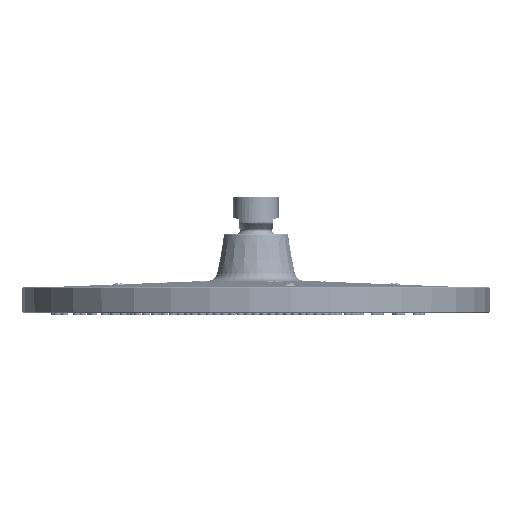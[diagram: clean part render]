
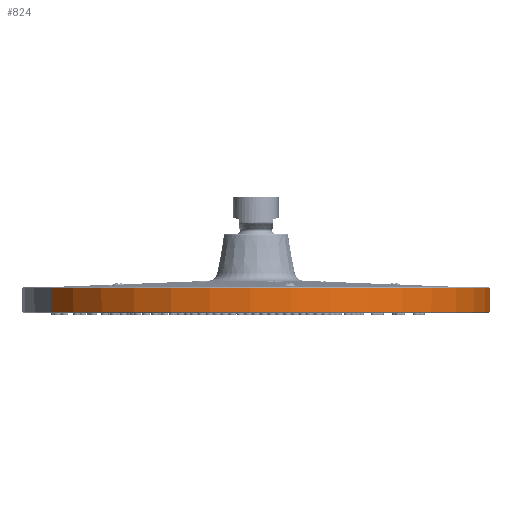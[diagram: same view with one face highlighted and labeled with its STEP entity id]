
A CAD part, left-side view. The second image highlights one B-rep face of the part: STEP entity #824.
In plain terms, the highlighted conical face has half-angle 1 degrees and reference radius 119 mm.
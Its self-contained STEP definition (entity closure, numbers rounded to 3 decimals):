
#738=CARTESIAN_POINT('Vertex',(57.156,-104.624,0.991)) ;
#745=CARTESIAN_POINT('Vertex',(-57.156,104.624,0.991)) ;
#765=CARTESIAN_POINT('Axis2P3D Location',(0.,0.,0.991)) ;
#782=CARTESIAN_POINT('Line Origine',(57.106,-104.532,-5.014)) ;
#786=CARTESIAN_POINT('Vertex',(57.058,-104.444,-10.797)) ;
#793=CARTESIAN_POINT('Vertex',(-57.058,104.444,-10.797)) ;
#796=CARTESIAN_POINT('Line Origine',(-57.106,104.532,-5.014)) ;
#808=CARTESIAN_POINT('Axis2P3D Location',(0.,0.,-11.528)) ;
#813=CARTESIAN_POINT('Axis2P3D Location',(0.,0.,-10.797)) ;
#784=VECTOR('Line Direction',#783,1.) ;
#798=VECTOR('Line Direction',#797,1.) ;
#766=DIRECTION('Axis2P3D Direction',(0.,-0.,1.)) ;
#783=DIRECTION('Vector Direction',(0.008,-0.015,1.)) ;
#797=DIRECTION('Vector Direction',(-0.008,0.015,1.)) ;
#809=DIRECTION('Axis2P3D Direction',(-0.,-0.,1.)) ;
#810=DIRECTION('Axis2P3D XDirection',(-0.479,0.878,0.)) ;
#814=DIRECTION('Axis2P3D Direction',(0.,0.,1.)) ;
#767=AXIS2_PLACEMENT_3D('Circle Axis2P3D',#765,#766,$) ;
#811=AXIS2_PLACEMENT_3D('Cone Axis2P3D',#808,#809,#810) ;
#815=AXIS2_PLACEMENT_3D('Circle Axis2P3D',#813,#814,$) ;
#785=LINE('Line',#782,#784) ;
#799=LINE('Line',#796,#798) ;
#768=CIRCLE('generated circle',#767,119.219) ;
#816=CIRCLE('generated circle',#815,119.013) ;
#812=CONICAL_SURFACE('Cone',#811,119.,0.017) ;
#769=EDGE_CURVE('',#746,#739,#768,.T.) ;
#788=EDGE_CURVE('',#787,#739,#785,.T.) ;
#800=EDGE_CURVE('',#794,#746,#799,.T.) ;
#817=EDGE_CURVE('',#794,#787,#816,.T.) ;
#819=ORIENTED_EDGE('',*,*,#800,.F.) ;
#820=ORIENTED_EDGE('',*,*,#817,.T.) ;
#821=ORIENTED_EDGE('',*,*,#788,.T.) ;
#822=ORIENTED_EDGE('',*,*,#769,.F.) ;
#818=EDGE_LOOP('',(#819,#820,#821,#822)) ;
#739=VERTEX_POINT('',#738) ;
#746=VERTEX_POINT('',#745) ;
#787=VERTEX_POINT('',#786) ;
#794=VERTEX_POINT('',#793) ;
#824=ADVANCED_FACE('PartBody',(#823),#812,.T.) ;
#823=FACE_OUTER_BOUND('',#818,.T.) ;
